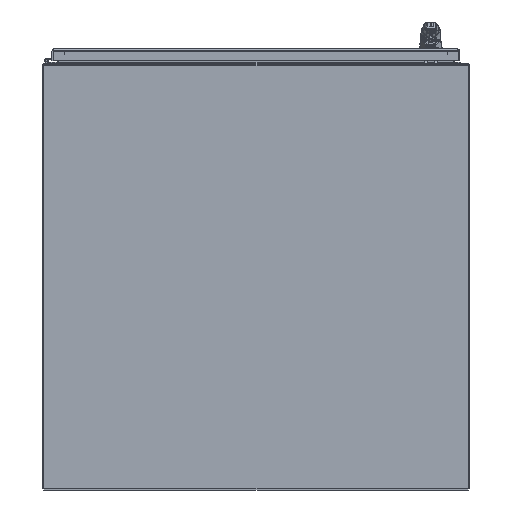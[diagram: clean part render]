
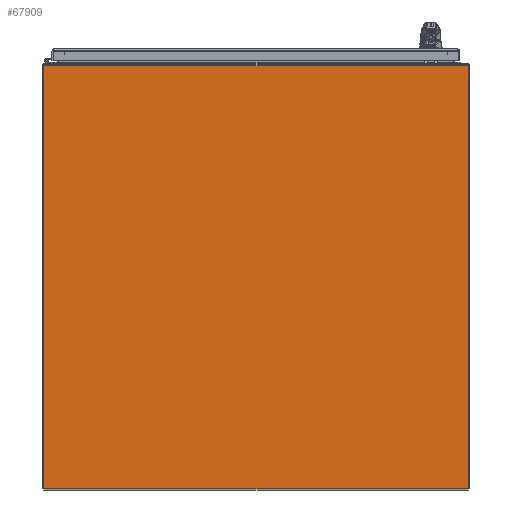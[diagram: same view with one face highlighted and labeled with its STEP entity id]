
A CAD part, front view. The second image highlights one B-rep face of the part: STEP entity #67909.
In plain terms, the highlighted face is planar.
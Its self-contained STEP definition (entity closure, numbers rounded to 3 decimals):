
#13831=FACE_OUTER_BOUND('',#16758,.T.);
#16758=EDGE_LOOP('',(#50198,#50199,#50200,#50201));
#19929=LINE('',#96341,#25026);
#19934=LINE('',#96357,#25031);
#19937=LINE('',#96363,#25034);
#19938=LINE('',#96364,#25035);
#25026=VECTOR('',#78425,0.394);
#25031=VECTOR('',#78446,0.394);
#25034=VECTOR('',#78451,0.394);
#25035=VECTOR('',#78452,0.394);
#30064=VERTEX_POINT('',#96338);
#30065=VERTEX_POINT('',#96340);
#30068=VERTEX_POINT('',#96356);
#30070=VERTEX_POINT('',#96362);
#39389=EDGE_CURVE('',#30065,#30064,#19929,.T.);
#39397=EDGE_CURVE('',#30065,#30068,#19934,.T.);
#39400=EDGE_CURVE('',#30070,#30064,#19937,.T.);
#39401=EDGE_CURVE('',#30068,#30070,#19938,.T.);
#50198=ORIENTED_EDGE('',*,*,#39389,.T.);
#50199=ORIENTED_EDGE('',*,*,#39400,.F.);
#50200=ORIENTED_EDGE('',*,*,#39401,.F.);
#50201=ORIENTED_EDGE('',*,*,#39397,.F.);
#64304=PLANE('',#71736);
#67909=ADVANCED_FACE('',(#13831),#64304,.T.);
#71736=AXIS2_PLACEMENT_3D('',#96361,#78449,#78450);
#78425=DIRECTION('',(1.,0.,0.));
#78446=DIRECTION('',(0.,1.,0.));
#78449=DIRECTION('center_axis',(0.,0.,1.));
#78450=DIRECTION('ref_axis',(1.,0.,0.));
#78451=DIRECTION('',(0.,-1.,0.));
#78452=DIRECTION('',(1.,0.,0.));
#96338=CARTESIAN_POINT('',(17.959,-17.813,0.104));
#96340=CARTESIAN_POINT('',(-17.959,-17.813,0.104));
#96341=CARTESIAN_POINT('',(-8.979,-17.813,0.104));
#96356=CARTESIAN_POINT('',(-17.959,18.011,0.104));
#96357=CARTESIAN_POINT('',(-17.959,-18.011,0.104));
#96361=CARTESIAN_POINT('Origin',(0.,0.,
0.104));
#96362=CARTESIAN_POINT('',(17.959,18.011,0.104));
#96363=CARTESIAN_POINT('',(17.959,18.011,0.104));
#96364=CARTESIAN_POINT('',(-17.959,18.011,0.104));
